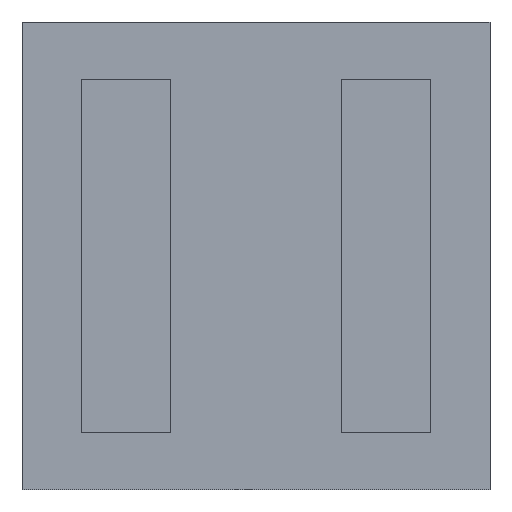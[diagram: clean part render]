
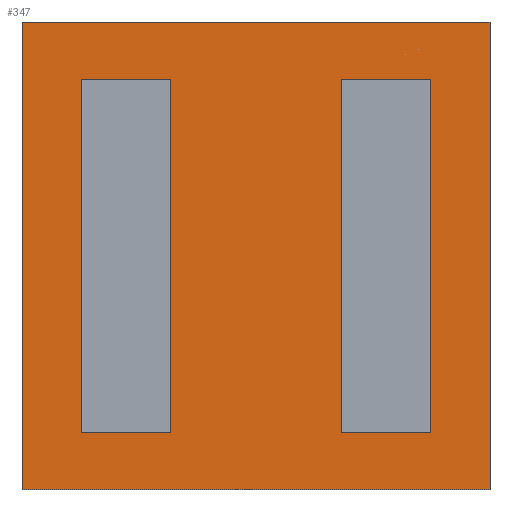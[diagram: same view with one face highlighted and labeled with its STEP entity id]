
A CAD part, front view. The second image highlights one B-rep face of the part: STEP entity #347.
In plain terms, the highlighted planar face has unit normal (0, -1, 0).
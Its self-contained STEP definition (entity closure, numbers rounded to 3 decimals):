
#66 = LINE ( 'NONE', #2987, #4422 ) ;
#192 = CARTESIAN_POINT ( 'NONE',  ( 0., 0., 1.625 ) ) ;
#198 = LINE ( 'NONE', #1329, #3009 ) ;
#220 = CARTESIAN_POINT ( 'NONE',  ( 0., 0., -1.625 ) ) ;
#251 = VECTOR ( 'NONE', #286, 1000. ) ;
#286 = DIRECTION ( 'NONE',  ( 0., 0., 1. ) ) ;
#322 = VECTOR ( 'NONE', #1773, 1000. ) ;
#347 = ADVANCED_FACE ( 'NONE', ( #1020, #1918, #1367 ), #2222, .F. ) ;
#428 = VERTEX_POINT ( 'NONE', #2108 ) ;
#484 = EDGE_CURVE ( 'NONE', #428, #777, #3181, .T. ) ;
#525 = EDGE_CURVE ( 'NONE', #3452, #660, #2937, .T. ) ;
#554 = CARTESIAN_POINT ( 'NONE',  ( -2.15, 0., -2.15 ) ) ;
#569 = CARTESIAN_POINT ( 'NONE',  ( 2.15, 0., -2.15 ) ) ;
#612 = EDGE_LOOP ( 'NONE', ( #4885, #959, #1015, #2994 ) ) ;
#641 = DIRECTION ( 'NONE',  ( 1., 0., 0. ) ) ;
#660 = VERTEX_POINT ( 'NONE', #1045 ) ;
#692 = ORIENTED_EDGE ( 'NONE', *, *, #4695, .F. ) ;
#694 = VECTOR ( 'NONE', #3954, 1000. ) ;
#777 = VERTEX_POINT ( 'NONE', #2069 ) ;
#909 = CARTESIAN_POINT ( 'NONE',  ( 0., 0., -1.625 ) ) ;
#916 = EDGE_CURVE ( 'NONE', #2636, #1051, #4371, .T. ) ;
#959 = ORIENTED_EDGE ( 'NONE', *, *, #4213, .F. ) ;
#978 = CARTESIAN_POINT ( 'NONE',  ( -2.15, 0., -2.15 ) ) ;
#1015 = ORIENTED_EDGE ( 'NONE', *, *, #2701, .F. ) ;
#1020 = FACE_BOUND ( 'NONE', #3335, .T. ) ;
#1028 = ORIENTED_EDGE ( 'NONE', *, *, #484, .F. ) ;
#1045 = CARTESIAN_POINT ( 'NONE',  ( 1.605, 0., -1.625 ) ) ;
#1051 = VERTEX_POINT ( 'NONE', #1476 ) ;
#1058 = DIRECTION ( 'NONE',  ( -1., 0., 0. ) ) ;
#1112 = LINE ( 'NONE', #554, #694 ) ;
#1271 = EDGE_CURVE ( 'NONE', #2301, #428, #66, .T. ) ;
#1329 = CARTESIAN_POINT ( 'NONE',  ( 0.785, 0., 0. ) ) ;
#1367 = FACE_BOUND ( 'NONE', #612, .T. ) ;
#1476 = CARTESIAN_POINT ( 'NONE',  ( 2.15, 0., 2.15 ) ) ;
#1506 = EDGE_CURVE ( 'NONE', #4585, #2301, #4053, .T. ) ;
#1514 = LINE ( 'NONE', #4718, #2941 ) ;
#1588 = VECTOR ( 'NONE', #4357, 1000. ) ;
#1697 = VERTEX_POINT ( 'NONE', #4614 ) ;
#1703 = VECTOR ( 'NONE', #1058, 1000. ) ;
#1708 = CARTESIAN_POINT ( 'NONE',  ( -2.15, 0., 2.15 ) ) ;
#1773 = DIRECTION ( 'NONE',  ( -1., 0., 0. ) ) ;
#1781 = EDGE_CURVE ( 'NONE', #2876, #2636, #2546, .T. ) ;
#1902 = EDGE_CURVE ( 'NONE', #1051, #1697, #4683, .T. ) ;
#1918 = FACE_OUTER_BOUND ( 'NONE', #3806, .T. ) ;
#1949 = ORIENTED_EDGE ( 'NONE', *, *, #916, .T. ) ;
#2038 = DIRECTION ( 'NONE',  ( 1., 0., 0. ) ) ;
#2044 = ORIENTED_EDGE ( 'NONE', *, *, #1902, .T. ) ;
#2069 = CARTESIAN_POINT ( 'NONE',  ( -1.605, 0., 1.625 ) ) ;
#2108 = CARTESIAN_POINT ( 'NONE',  ( -0.785, 0., 1.625 ) ) ;
#2222 = PLANE ( 'NONE',  #2904 ) ;
#2230 = CARTESIAN_POINT ( 'NONE',  ( 2.15, 0., -2.15 ) ) ;
#2262 = ORIENTED_EDGE ( 'NONE', *, *, #1271, .F. ) ;
#2301 = VERTEX_POINT ( 'NONE', #2964 ) ;
#2422 = CARTESIAN_POINT ( 'NONE',  ( 0.785, 0., -1.625 ) ) ;
#2522 = VECTOR ( 'NONE', #3972, 1000. ) ;
#2529 = CARTESIAN_POINT ( 'NONE',  ( 0., 0., 1.625 ) ) ;
#2531 = EDGE_CURVE ( 'NONE', #1697, #2876, #1112, .T. ) ;
#2546 = LINE ( 'NONE', #3909, #4620 ) ;
#2594 = VECTOR ( 'NONE', #3639, 1000. ) ;
#2636 = VERTEX_POINT ( 'NONE', #569 ) ;
#2701 = EDGE_CURVE ( 'NONE', #4499, #4074, #4016, .T. ) ;
#2876 = VERTEX_POINT ( 'NONE', #978 ) ;
#2904 = AXIS2_PLACEMENT_3D ( 'NONE', #3018, #2980, #4525 ) ;
#2922 = CARTESIAN_POINT ( 'NONE',  ( 1.605, 0., 0. ) ) ;
#2937 = LINE ( 'NONE', #220, #4240 ) ;
#2941 = VECTOR ( 'NONE', #3632, 1000. ) ;
#2964 = CARTESIAN_POINT ( 'NONE',  ( -0.785, 0., -1.625 ) ) ;
#2980 = DIRECTION ( 'NONE',  ( 0., 1., 0. ) ) ;
#2987 = CARTESIAN_POINT ( 'NONE',  ( -0.785, 0., 0. ) ) ;
#2994 = ORIENTED_EDGE ( 'NONE', *, *, #4223, .F. ) ;
#3009 = VECTOR ( 'NONE', #3981, 1000. ) ;
#3018 = CARTESIAN_POINT ( 'NONE',  ( 0., 0., 0. ) ) ;
#3181 = LINE ( 'NONE', #2529, #1703 ) ;
#3283 = ORIENTED_EDGE ( 'NONE', *, *, #1781, .T. ) ;
#3335 = EDGE_LOOP ( 'NONE', ( #2262, #4716, #692, #1028 ) ) ;
#3394 = DIRECTION ( 'NONE',  ( 0., 0., 1. ) ) ;
#3452 = VERTEX_POINT ( 'NONE', #2422 ) ;
#3561 = CARTESIAN_POINT ( 'NONE',  ( 0.785, 0., 1.625 ) ) ;
#3603 = LINE ( 'NONE', #2922, #2594 ) ;
#3632 = DIRECTION ( 'NONE',  ( 0., 0., -1. ) ) ;
#3639 = DIRECTION ( 'NONE',  ( 0., 0., 1. ) ) ;
#3806 = EDGE_LOOP ( 'NONE', ( #2044, #4533, #3283, #1949 ) ) ;
#3809 = CARTESIAN_POINT ( 'NONE',  ( -1.605, 0., -1.625 ) ) ;
#3909 = CARTESIAN_POINT ( 'NONE',  ( -2.15, 0., -2.15 ) ) ;
#3954 = DIRECTION ( 'NONE',  ( 0., 0., -1. ) ) ;
#3972 = DIRECTION ( 'NONE',  ( 1., 0., 0. ) ) ;
#3981 = DIRECTION ( 'NONE',  ( 0., 0., -1. ) ) ;
#4016 = LINE ( 'NONE', #192, #322 ) ;
#4053 = LINE ( 'NONE', #909, #2522 ) ;
#4074 = VERTEX_POINT ( 'NONE', #3561 ) ;
#4213 = EDGE_CURVE ( 'NONE', #4074, #3452, #198, .T. ) ;
#4223 = EDGE_CURVE ( 'NONE', #660, #4499, #3603, .T. ) ;
#4240 = VECTOR ( 'NONE', #641, 1000. ) ;
#4357 = DIRECTION ( 'NONE',  ( -1., 0., 0. ) ) ;
#4371 = LINE ( 'NONE', #2230, #251 ) ;
#4422 = VECTOR ( 'NONE', #3394, 1000. ) ;
#4499 = VERTEX_POINT ( 'NONE', #4863 ) ;
#4525 = DIRECTION ( 'NONE',  ( 0., 0., 1. ) ) ;
#4533 = ORIENTED_EDGE ( 'NONE', *, *, #2531, .T. ) ;
#4585 = VERTEX_POINT ( 'NONE', #3809 ) ;
#4614 = CARTESIAN_POINT ( 'NONE',  ( -2.15, 0., 2.15 ) ) ;
#4620 = VECTOR ( 'NONE', #2038, 1000. ) ;
#4683 = LINE ( 'NONE', #1708, #1588 ) ;
#4695 = EDGE_CURVE ( 'NONE', #777, #4585, #1514, .T. ) ;
#4716 = ORIENTED_EDGE ( 'NONE', *, *, #1506, .F. ) ;
#4718 = CARTESIAN_POINT ( 'NONE',  ( -1.605, 0., 0. ) ) ;
#4863 = CARTESIAN_POINT ( 'NONE',  ( 1.605, 0., 1.625 ) ) ;
#4885 = ORIENTED_EDGE ( 'NONE', *, *, #525, .F. ) ;
